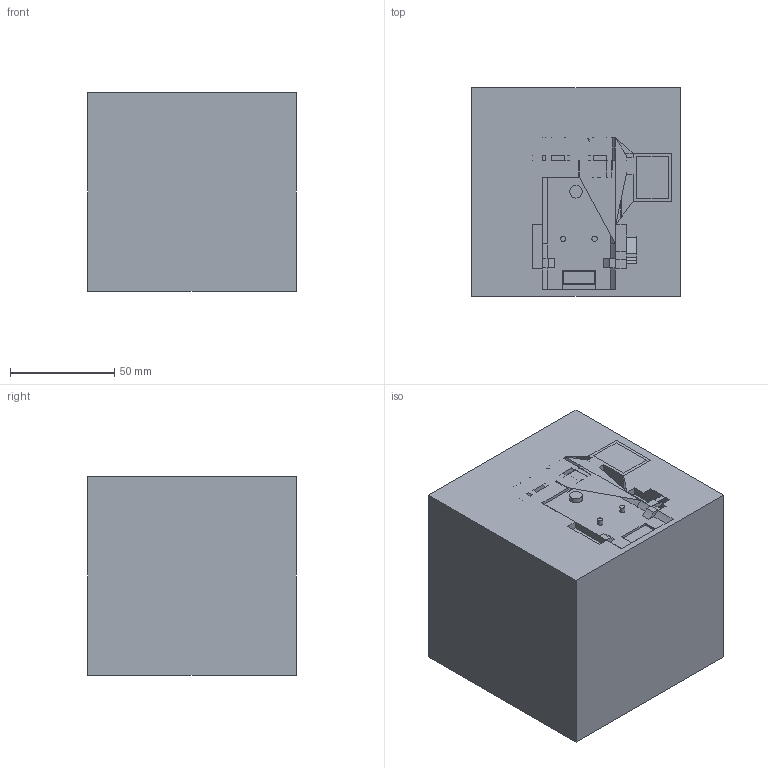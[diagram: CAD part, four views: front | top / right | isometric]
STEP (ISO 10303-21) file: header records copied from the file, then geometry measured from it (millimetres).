
FILE_DESCRIPTION(('STEP AP242'), '1');
FILE_NAME('air-1-weird', '2023-03-30T19:15:22', ('Fedor'), (''), 'C3D Converter', 'C3D Toolkit', '');
FILE_SCHEMA(('AP242_MANAGED_MODEL_BASED_3D_ENGINEERING_MIM_LF { 1 0 10303 442 1 1 4 }'));
Length unit declared in the file: millimetre
Bounding box: 100 x 100 x 95 mm (x, y, z)
Volume: 932285 mm3; surface area: 74682.1 mm2
Topology: 1 solids, 1 shells, 195 faces, 615 edges, 401 vertices
Faces by surface type: plane 107, cylinder 40, bspline 38, torus 4, sphere 4, cone 2
Full cylindrical faces by diameter (mm): 2.5 x4, 3 x3, 5 x1, 6 x2
Entity records: 23592 total; most frequent: CARTESIAN_POINT 17129, ORIENTED_EDGE 1102, DIRECTION 840, EDGE_CURVE 551, VERTEX_POINT 376, LINE 300, VECTOR 300, AXIS2_PLACEMENT_3D 270
